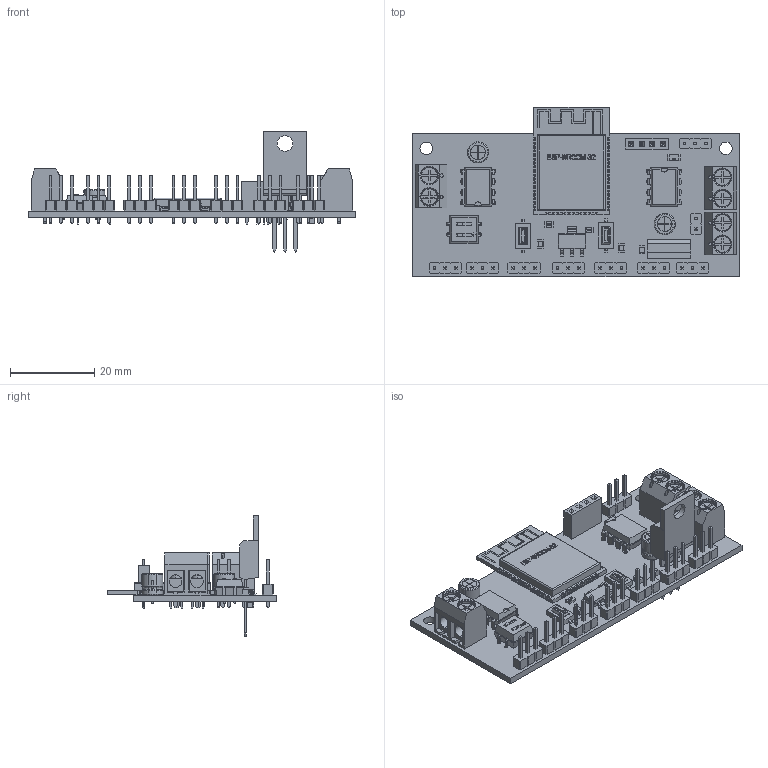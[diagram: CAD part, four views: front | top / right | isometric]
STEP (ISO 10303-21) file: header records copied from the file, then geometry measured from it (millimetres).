
FILE_DESCRIPTION(('KiCad electronic assembly'),'2;1');
FILE_NAME('MiniSumo ESP32.step','2024-04-14T08:48:38',('Pcbnew'),( 'Kicad'),'Open CASCADE STEP processor 7.7','KiCad to STEP converter' ,'Unknown');
FILE_SCHEMA(('AUTOMOTIVE_DESIGN { 1 0 10303 214 1 1 1 1 }'));
Length unit declared in the file: millimetre
Products named in the file (30): MiniSumo ESP32 1; C_0805_2012Metric; CP_Radial_D5.0mm_P2.50mm; CP_Radial_D50mm_P250mm; R_1206; ASSEMBLY; DIP-8_W7.62mm; Bornera2_Azul; PinHeader_1x03_P2.54mm_Vertical; PinHeader_1x03_P254mm_Vertical; ESP_WROOM_32; SW_DIP_SPSTx02_Slide_6.7x6.64mm_W7.62mm_P2.54mm_LowProfile; SW_DIP_SPSTx02_Slide_67x664mm_W762mm_P254mm_LowProfile; R_0805; TO-220-3_Vertical; SOT-223; SOT_223; Pulsador_SMD_2_BAJO; PinSocket_1x04_P2.54mm_Vertical; PinSocket_1x04_P254mm_Vertical; PinHeader_1x02_P2.54mm_Vertical; PinHeader_1x02_P254mm_Vertical; MiniSumo ESP32_PCB
Assembly tree (45 placements, depth 3):
  MiniSumo ESP32 1
    C_0805_2012Metric  x4
      C_0805_2012Metric
    CP_Radial_D5.0mm_P2.50mm  x2
      CP_Radial_D50mm_P250mm
    R_1206
      ASSEMBLY
    DIP-8_W7.62mm  x2
      DIP-8_W7.62mm
    Bornera2_Azul  x3
      ASSEMBLY
    PinHeader_1x03_P2.54mm_Vertical  x8
      PinHeader_1x03_P254mm_Vertical
    ESP_WROOM_32
      ASSEMBLY
    SW_DIP_SPSTx02_Slide_6.7x6.64mm_W7.62mm_P2.54mm_LowProfile
      SW_DIP_SPSTx02_Slide_67x664mm_W762mm_P254mm_LowProfile
    R_0805  x2
      ASSEMBLY
    TO-220-3_Vertical
      TO-220-3_Vertical
    SOT-223
      SOT_223
    Pulsador_SMD_2_BAJO  x2
      ASSEMBLY
    PinSocket_1x04_P2.54mm_Vertical
      PinSocket_1x04_P254mm_Vertical
    PinHeader_1x02_P2.54mm_Vertical
      PinHeader_1x02_P254mm_Vertical
    MiniSumo ESP32_PCB
Bounding box: 77.52 x 40.2 x 28.52 mm (x, y, z)
Volume: 8836.9 mm3; surface area: 14265.9 mm2
Topology: 31 solids, 33 shells, 3497 faces, 9229 edges, 5931 vertices
Faces by surface type: plane 2699, cylinder 428, bspline 308, sphere 24, cone 24, revolution 10, torus 4
Full cylindrical faces by diameter (mm): 0.5 x4, 0.8 x24, 1 x30, 1.1 x3, 1.3 x6, 3 x2, 3.735 x1
Entity records: 78566 total; most frequent: CARTESIAN_POINT 19191, ORIENTED_EDGE 11658, DIRECTION 10191, EDGE_CURVE 5829, LINE 4932, VECTOR 4932, VERTEX_POINT 3780, AXIS2_PLACEMENT_3D 2627
